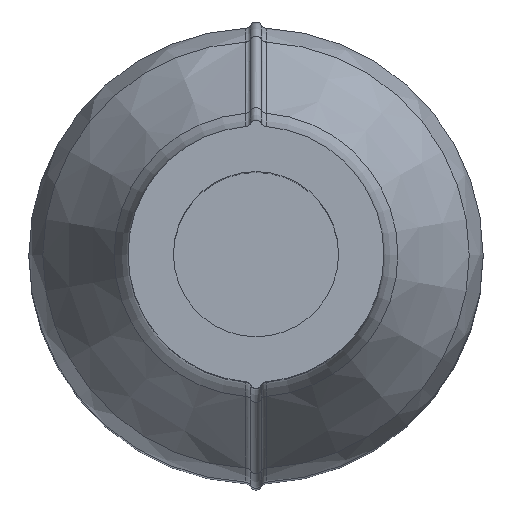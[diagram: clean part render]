
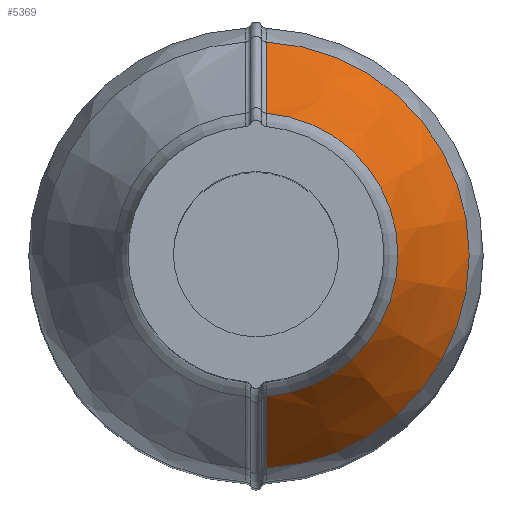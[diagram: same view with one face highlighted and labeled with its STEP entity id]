
A CAD part, top view. The second image highlights one B-rep face of the part: STEP entity #5369.
In plain terms, the highlighted conical face has half-angle 27.768 degrees and reference radius 11.725 mm.
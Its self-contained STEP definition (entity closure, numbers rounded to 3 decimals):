
#18=CONICAL_SURFACE('',#5749,11.725,0.485);
#86=B_SPLINE_CURVE_WITH_KNOTS('',3,(#7714,#7715,#7716,#7717),
 .UNSPECIFIED.,.F.,.F.,(4,4),(-0.001,0.),
 .UNSPECIFIED.);
#87=B_SPLINE_CURVE_WITH_KNOTS('',3,(#7736,#7737,#7738,#7739),
 .UNSPECIFIED.,.F.,.F.,(4,4),(0.,1.01),.UNSPECIFIED.);
#110=B_SPLINE_CURVE_WITH_KNOTS('',3,(#8129,#8130,#8131,#8132),
 .UNSPECIFIED.,.F.,.F.,(4,4),(0.,1.01),.UNSPECIFIED.);
#111=B_SPLINE_CURVE_WITH_KNOTS('',3,(#8152,#8153,#8154,#8155),
 .UNSPECIFIED.,.F.,.F.,(4,4),(-0.001,0.),
 .UNSPECIFIED.);
#1205=FACE_OUTER_BOUND('',#1519,.T.);
#1519=EDGE_LOOP('',(#3625,#3626,#3627,#3628,#3629,#3630));
#1869=CIRCLE('',#5746,9.371);
#1871=CIRCLE('',#5750,14.079);
#2064=VERTEX_POINT('',#7690);
#2065=VERTEX_POINT('',#7712);
#2066=VERTEX_POINT('',#7734);
#2095=VERTEX_POINT('',#8096);
#2097=VERTEX_POINT('',#8127);
#2099=VERTEX_POINT('',#8150);
#2590=EDGE_CURVE('',#2065,#2064,#86,.T.);
#2592=EDGE_CURVE('',#2066,#2065,#87,.T.);
#2641=EDGE_CURVE('',#2097,#2095,#110,.T.);
#2643=EDGE_CURVE('',#2099,#2097,#111,.T.);
#2707=EDGE_CURVE('',#2064,#2099,#1869,.T.);
#2709=EDGE_CURVE('',#2095,#2066,#1871,.T.);
#3625=ORIENTED_EDGE('',*,*,#2592,.F.);
#3626=ORIENTED_EDGE('',*,*,#2709,.F.);
#3627=ORIENTED_EDGE('',*,*,#2641,.F.);
#3628=ORIENTED_EDGE('',*,*,#2643,.F.);
#3629=ORIENTED_EDGE('',*,*,#2707,.F.);
#3630=ORIENTED_EDGE('',*,*,#2590,.F.);
#5369=ADVANCED_FACE('',(#1205),#18,.T.);
#5746=AXIS2_PLACEMENT_3D('',#8515,#6336,#6337);
#5749=AXIS2_PLACEMENT_3D('',#8518,#6342,#6343);
#5750=AXIS2_PLACEMENT_3D('',#8519,#6344,#6345);
#6336=DIRECTION('center_axis',(0.,0.,1.));
#6337=DIRECTION('ref_axis',(0.,-1.,0.));
#6342=DIRECTION('center_axis',(0.,0.,-1.));
#6343=DIRECTION('ref_axis',(0.,1.,0.));
#6344=DIRECTION('center_axis',(0.,0.,-1.));
#6345=DIRECTION('ref_axis',(0.,-1.,0.));
#7690=CARTESIAN_POINT('',(0.68,-9.347,79.85));
#7712=CARTESIAN_POINT('',(0.68,-9.352,79.84));
#7714=CARTESIAN_POINT('Ctrl Pts',(0.68,-9.352,79.84));
#7715=CARTESIAN_POINT('Ctrl Pts',(0.68,-9.35,79.843));
#7716=CARTESIAN_POINT('Ctrl Pts',(0.68,-9.348,79.847));
#7717=CARTESIAN_POINT('Ctrl Pts',(0.68,-9.347,79.85));
#7734=CARTESIAN_POINT('',(0.684,-14.062,70.91));
#7736=CARTESIAN_POINT('Ctrl Pts',(0.684,-14.062,70.91));
#7737=CARTESIAN_POINT('Ctrl Pts',(0.683,-12.493,73.887));
#7738=CARTESIAN_POINT('Ctrl Pts',(0.682,-10.923,76.864));
#7739=CARTESIAN_POINT('Ctrl Pts',(0.68,-9.352,79.84));
#8096=CARTESIAN_POINT('',(0.684,14.062,70.91));
#8127=CARTESIAN_POINT('',(0.68,9.352,79.84));
#8129=CARTESIAN_POINT('Ctrl Pts',(0.68,9.352,79.84));
#8130=CARTESIAN_POINT('Ctrl Pts',(0.682,10.923,76.864));
#8131=CARTESIAN_POINT('Ctrl Pts',(0.683,12.493,73.887));
#8132=CARTESIAN_POINT('Ctrl Pts',(0.684,14.062,70.91));
#8150=CARTESIAN_POINT('',(0.68,9.347,79.85));
#8152=CARTESIAN_POINT('Ctrl Pts',(0.68,9.347,79.85));
#8153=CARTESIAN_POINT('Ctrl Pts',(0.68,9.348,79.847));
#8154=CARTESIAN_POINT('Ctrl Pts',(0.68,9.35,79.843));
#8155=CARTESIAN_POINT('Ctrl Pts',(0.68,9.352,79.84));
#8515=CARTESIAN_POINT('Origin',(0.,0.,79.85));
#8518=CARTESIAN_POINT('Origin',(0.,0.,75.38));
#8519=CARTESIAN_POINT('Origin',(0.,0.,70.91));
